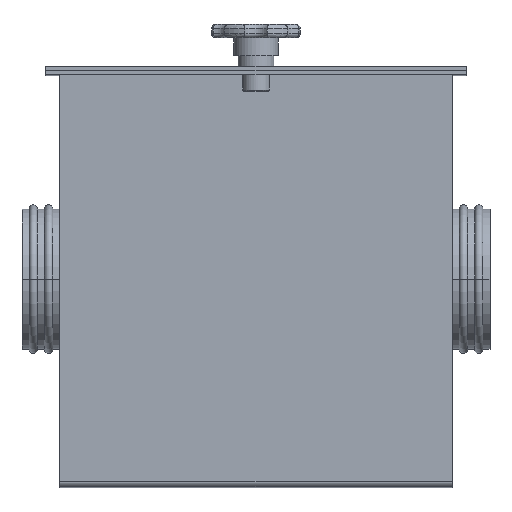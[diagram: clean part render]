
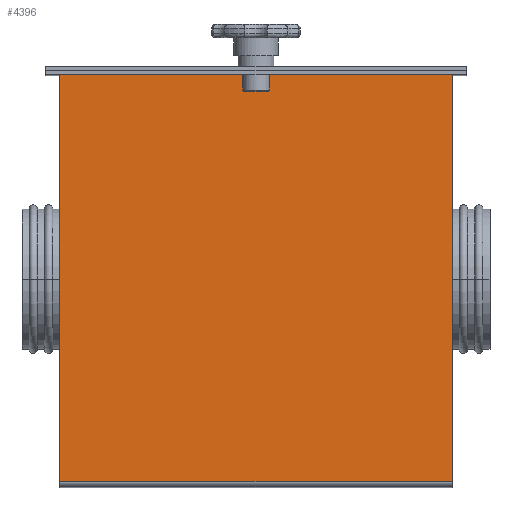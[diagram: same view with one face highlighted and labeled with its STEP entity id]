
A CAD part, top view. The second image highlights one B-rep face of the part: STEP entity #4396.
In plain terms, the highlighted planar face has unit normal (0, 0, 1).
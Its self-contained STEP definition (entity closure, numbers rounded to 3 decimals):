
#409 = VECTOR ( 'NONE', #438, 1000. ) ;
#410 = CARTESIAN_POINT ( 'NONE',  ( 140., 3., 300. ) ) ;
#411 = LINE ( 'NONE', #410, #409 ) ;
#438 = DIRECTION ( 'NONE',  ( 0., 1., 0. ) ) ;
#478 = CARTESIAN_POINT ( 'NONE',  ( -140., 3.737, 300. ) ) ;
#479 = DIRECTION ( 'NONE',  ( 0., -1., 0. ) ) ;
#480 = VECTOR ( 'NONE', #479, 1000. ) ;
#481 = CARTESIAN_POINT ( 'NONE',  ( -140., 3., 300. ) ) ;
#482 = LINE ( 'NONE', #481, #480 ) ;
#486 = AXIS2_PLACEMENT_3D ( 'NONE', #507, #519, #508 ) ;
#487 = PLANE ( 'NONE',  #486 ) ;
#489 = FACE_OUTER_BOUND ( 'NONE', #4385, .T. ) ;
#507 = CARTESIAN_POINT ( 'NONE',  ( 140., 3., 300. ) ) ;
#508 = DIRECTION ( 'NONE',  ( -1., 0., 0. ) ) ;
#519 = DIRECTION ( 'NONE',  ( 0., 0., -1. ) ) ;
#521 = CARTESIAN_POINT ( 'NONE',  ( 140., 3.737, 300. ) ) ;
#534 = DIRECTION ( 'NONE',  ( -1., 0., 0. ) ) ;
#535 = VECTOR ( 'NONE', #534, 1000. ) ;
#536 = CARTESIAN_POINT ( 'NONE',  ( -140., 3.737, 300. ) ) ;
#537 = LINE ( 'NONE', #536, #535 ) ;
#1099 = CARTESIAN_POINT ( 'NONE',  ( 140., 294., 300. ) ) ;
#1100 = DIRECTION ( 'NONE',  ( -1., 0., 0. ) ) ;
#1101 = VECTOR ( 'NONE', #1100, 1000. ) ;
#1102 = CARTESIAN_POINT ( 'NONE',  ( 140., 294., 300. ) ) ;
#1220 = LINE ( 'NONE', #1102, #1101 ) ;
#1221 = CARTESIAN_POINT ( 'NONE',  ( -140., 294., 300. ) ) ;
#4192 = VERTEX_POINT ( 'NONE', #1221 ) ;
#4194 = EDGE_CURVE ( 'NONE', #4195, #4192, #1220, .T. ) ;
#4195 = VERTEX_POINT ( 'NONE', #1099 ) ;
#4312 = ORIENTED_EDGE ( 'NONE', *, *, #4383, .T. ) ;
#4343 = EDGE_CURVE ( 'NONE', #4420, #4195, #411, .T. ) ;
#4383 = EDGE_CURVE ( 'NONE', #4192, #4387, #482, .T. ) ;
#4385 = EDGE_LOOP ( 'NONE', ( #4397, #4398, #4399, #4312 ) ) ;
#4387 = VERTEX_POINT ( 'NONE', #478 ) ;
#4396 = ADVANCED_FACE ( 'NONE', ( #489 ), #487, .F. ) ;
#4397 = ORIENTED_EDGE ( 'NONE', *, *, #4406, .F. ) ;
#4398 = ORIENTED_EDGE ( 'NONE', *, *, #4343, .T. ) ;
#4399 = ORIENTED_EDGE ( 'NONE', *, *, #4194, .T. ) ;
#4406 = EDGE_CURVE ( 'NONE', #4420, #4387, #537, .T. ) ;
#4420 = VERTEX_POINT ( 'NONE', #521 ) ;
